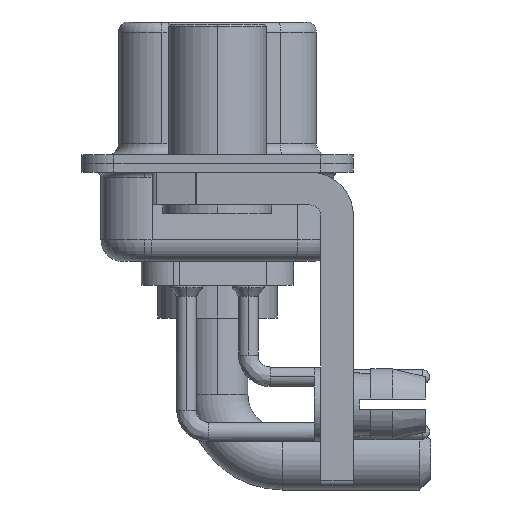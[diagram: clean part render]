
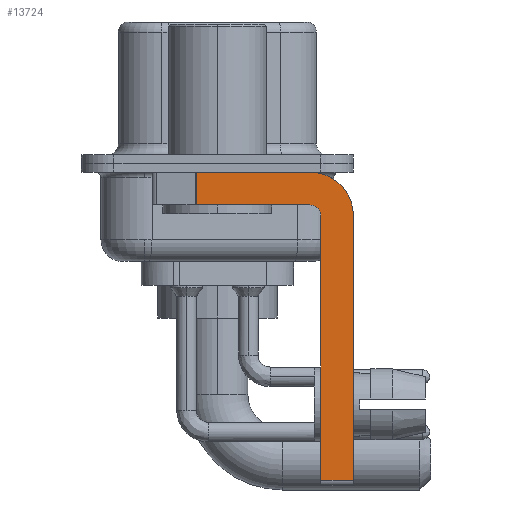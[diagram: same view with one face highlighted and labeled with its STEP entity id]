
A CAD part, left-side view. The second image highlights one B-rep face of the part: STEP entity #13724.
In plain terms, the highlighted planar face has unit normal (-1, 0, 0).
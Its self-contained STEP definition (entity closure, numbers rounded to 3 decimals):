
#212 = DIRECTION ( 'NONE',  ( 0., 0., 1. ) ) ;
#502 = EDGE_CURVE ( 'NONE', #5788, #18997, #3296, .T. ) ;
#593 = CARTESIAN_POINT ( 'NONE',  ( -2.9, -4.75, -14.55 ) ) ;
#599 = VECTOR ( 'NONE', #13500, 1000. ) ;
#878 = DIRECTION ( 'NONE',  ( -1., 0., 0. ) ) ;
#988 = LINE ( 'NONE', #9055, #21395 ) ;
#1024 = ORIENTED_EDGE ( 'NONE', *, *, #19623, .F. ) ;
#1280 = CARTESIAN_POINT ( 'NONE',  ( -2.9, -4.25, -14.55 ) ) ;
#1285 = CARTESIAN_POINT ( 'NONE',  ( -2.9, 0.978, -1.9 ) ) ;
#2031 = CARTESIAN_POINT ( 'NONE',  ( -2.9, -4.25, -0.4 ) ) ;
#2425 = EDGE_CURVE ( 'NONE', #5788, #23350, #2908, .T. ) ;
#2488 = DIRECTION ( 'NONE',  ( 0., 0., 1. ) ) ;
#2772 = AXIS2_PLACEMENT_3D ( 'NONE', #6093, #10121, #26192 ) ;
#2908 = LINE ( 'NONE', #19400, #599 ) ;
#3296 = LINE ( 'NONE', #1285, #3695 ) ;
#3695 = VECTOR ( 'NONE', #17642, 1000. ) ;
#4678 = CARTESIAN_POINT ( 'NONE',  ( -2.9, -6.25, -14.55 ) ) ;
#4821 = ORIENTED_EDGE ( 'NONE', *, *, #21165, .F. ) ;
#5380 = EDGE_CURVE ( 'NONE', #23350, #8610, #25892, .T. ) ;
#5788 = VERTEX_POINT ( 'NONE', #8481 ) ;
#6093 = CARTESIAN_POINT ( 'NONE',  ( -2.9, -4.25, -2.4 ) ) ;
#6871 = EDGE_CURVE ( 'NONE', #8610, #12771, #21371, .T. ) ;
#7073 = VERTEX_POINT ( 'NONE', #13960 ) ;
#7128 = VECTOR ( 'NONE', #17725, 1000. ) ;
#8259 = PLANE ( 'NONE',  #12220 ) ;
#8481 = CARTESIAN_POINT ( 'NONE',  ( -2.9, 0.978, -0.4 ) ) ;
#8610 = VERTEX_POINT ( 'NONE', #18799 ) ;
#9055 = CARTESIAN_POINT ( 'NONE',  ( -2.9, -4.25, -1.9 ) ) ;
#9469 = EDGE_LOOP ( 'NONE', ( #19859, #10685, #1024, #4821, #17827, #11593, #11185, #22892 ) ) ;
#10121 = DIRECTION ( 'NONE',  ( 1., 0., 0. ) ) ;
#10685 = ORIENTED_EDGE ( 'NONE', *, *, #502, .T. ) ;
#11185 = ORIENTED_EDGE ( 'NONE', *, *, #6871, .F. ) ;
#11586 = CIRCLE ( 'NONE', #20595, 0.5 ) ;
#11593 = ORIENTED_EDGE ( 'NONE', *, *, #25594, .T. ) ;
#11761 = CARTESIAN_POINT ( 'NONE',  ( -2.9, -4.75, -2.4 ) ) ;
#11897 = VERTEX_POINT ( 'NONE', #593 ) ;
#12220 = AXIS2_PLACEMENT_3D ( 'NONE', #25476, #24600, #12899 ) ;
#12771 = VERTEX_POINT ( 'NONE', #4678 ) ;
#12899 = DIRECTION ( 'NONE',  ( 0., 0., -1. ) ) ;
#13500 = DIRECTION ( 'NONE',  ( 0., -1., 0. ) ) ;
#13724 = ADVANCED_FACE ( 'NONE', ( #16408 ), #8259, .F. ) ;
#13960 = CARTESIAN_POINT ( 'NONE',  ( -2.9, -4.25, -1.9 ) ) ;
#14084 = VECTOR ( 'NONE', #17107, 1000. ) ;
#14417 = CARTESIAN_POINT ( 'NONE',  ( -2.9, -4.75, -14.8 ) ) ;
#15319 = DIRECTION ( 'NONE',  ( 0., 1., 0. ) ) ;
#15416 = VERTEX_POINT ( 'NONE', #11761 ) ;
#16408 = FACE_OUTER_BOUND ( 'NONE', #9469, .T. ) ;
#17107 = DIRECTION ( 'NONE',  ( 0., -1., 0. ) ) ;
#17193 = EDGE_CURVE ( 'NONE', #11897, #15416, #24337, .T. ) ;
#17642 = DIRECTION ( 'NONE',  ( 0., 0., -1. ) ) ;
#17725 = DIRECTION ( 'NONE',  ( 0., 0., -1. ) ) ;
#17827 = ORIENTED_EDGE ( 'NONE', *, *, #17193, .F. ) ;
#18783 = VECTOR ( 'NONE', #212, 1000. ) ;
#18799 = CARTESIAN_POINT ( 'NONE',  ( -2.9, -6.25, -2.4 ) ) ;
#18997 = VERTEX_POINT ( 'NONE', #25277 ) ;
#19400 = CARTESIAN_POINT ( 'NONE',  ( -2.9, 3., -0.4 ) ) ;
#19623 = EDGE_CURVE ( 'NONE', #7073, #18997, #988, .T. ) ;
#19859 = ORIENTED_EDGE ( 'NONE', *, *, #2425, .F. ) ;
#20595 = AXIS2_PLACEMENT_3D ( 'NONE', #23270, #878, #2488 ) ;
#21165 = EDGE_CURVE ( 'NONE', #15416, #7073, #11586, .T. ) ;
#21371 = LINE ( 'NONE', #21887, #7128 ) ;
#21395 = VECTOR ( 'NONE', #15319, 1000. ) ;
#21887 = CARTESIAN_POINT ( 'NONE',  ( -2.9, -6.25, -2.4 ) ) ;
#22892 = ORIENTED_EDGE ( 'NONE', *, *, #5380, .F. ) ;
#23270 = CARTESIAN_POINT ( 'NONE',  ( -2.9, -4.25, -2.4 ) ) ;
#23350 = VERTEX_POINT ( 'NONE', #2031 ) ;
#23678 = LINE ( 'NONE', #1280, #14084 ) ;
#24337 = LINE ( 'NONE', #14417, #18783 ) ;
#24600 = DIRECTION ( 'NONE',  ( 1., 0., 0. ) ) ;
#25277 = CARTESIAN_POINT ( 'NONE',  ( -2.9, 0.978, -1.9 ) ) ;
#25476 = CARTESIAN_POINT ( 'NONE',  ( -2.9, -4.25, -2.4 ) ) ;
#25594 = EDGE_CURVE ( 'NONE', #11897, #12771, #23678, .T. ) ;
#25892 = CIRCLE ( 'NONE', #2772, 2. ) ;
#26192 = DIRECTION ( 'NONE',  ( 0., 0., -1. ) ) ;
